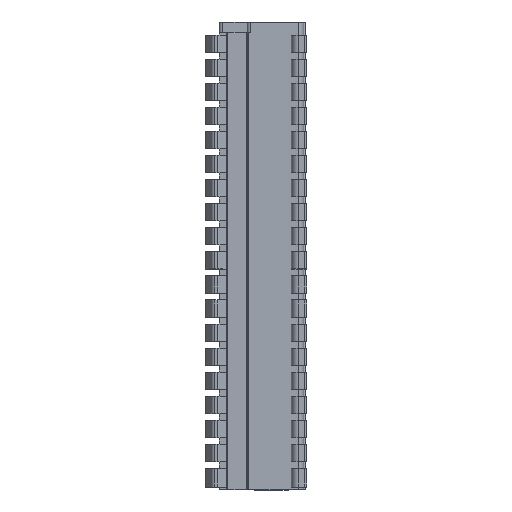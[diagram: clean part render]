
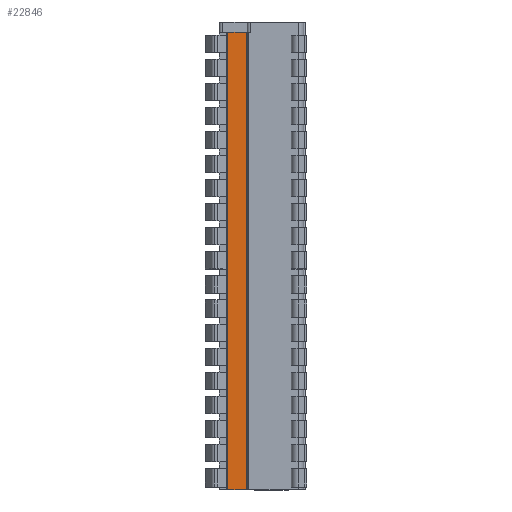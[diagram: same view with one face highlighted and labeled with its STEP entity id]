
A CAD part, top view. The second image highlights one B-rep face of the part: STEP entity #22846.
In plain terms, the highlighted planar face has unit normal (0, 0, 1).
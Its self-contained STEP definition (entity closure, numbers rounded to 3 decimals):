
#36=DIRECTION('',(1.,0.,0.));
#37=VECTOR('',#36,2.7);
#38=CARTESIAN_POINT('',(-4.12,0.,2.73));
#39=LINE('',#38,#37);
#2259=DIRECTION('',(1.,0.,0.));
#2260=VECTOR('',#2259,2.7);
#2261=CARTESIAN_POINT('',(-4.12,-66.5,2.73));
#2262=LINE('',#2261,#2260);
#7737=DIRECTION('',(0.,-1.,0.));
#7738=VECTOR('',#7737,66.5);
#7739=CARTESIAN_POINT('',(-4.12,0.,2.73));
#7740=LINE('',#7739,#7738);
#7741=DIRECTION('',(0.,-1.,0.));
#7742=VECTOR('',#7741,66.5);
#7743=CARTESIAN_POINT('',(-1.42,0.,2.73));
#7744=LINE('',#7743,#7742);
#10303=CARTESIAN_POINT('',(-4.12,0.,2.73));
#10304=VERTEX_POINT('',#10303);
#10305=CARTESIAN_POINT('',(-1.42,0.,2.73));
#10306=VERTEX_POINT('',#10305);
#10341=CARTESIAN_POINT('',(-4.12,-66.5,2.73));
#10342=VERTEX_POINT('',#10341);
#10343=CARTESIAN_POINT('',(-1.42,-66.5,2.73));
#10344=VERTEX_POINT('',#10343);
#22834=CARTESIAN_POINT('',(-4.12,0.,2.73));
#22835=DIRECTION('',(0.,0.,1.));
#22836=DIRECTION('',(1.,0.,0.));
#22837=AXIS2_PLACEMENT_3D('',#22834,#22835,#22836);
#22838=PLANE('',#22837);
#22839=ORIENTED_EDGE('',*,*,#13340,.T.);
#22841=ORIENTED_EDGE('',*,*,#22840,.T.);
#22842=ORIENTED_EDGE('',*,*,#15053,.F.);
#22843=ORIENTED_EDGE('',*,*,#22827,.F.);
#22844=EDGE_LOOP('',(#22839,#22841,#22842,#22843));
#22845=FACE_OUTER_BOUND('',#22844,.F.);
#22846=ADVANCED_FACE('',(#22845),#22838,.T.);
#13340=EDGE_CURVE('',#10304,#10306,#39,.T.);
#15053=EDGE_CURVE('',#10342,#10344,#2262,.T.);
#22827=EDGE_CURVE('',#10304,#10342,#7740,.T.);
#22840=EDGE_CURVE('',#10306,#10344,#7744,.T.);
